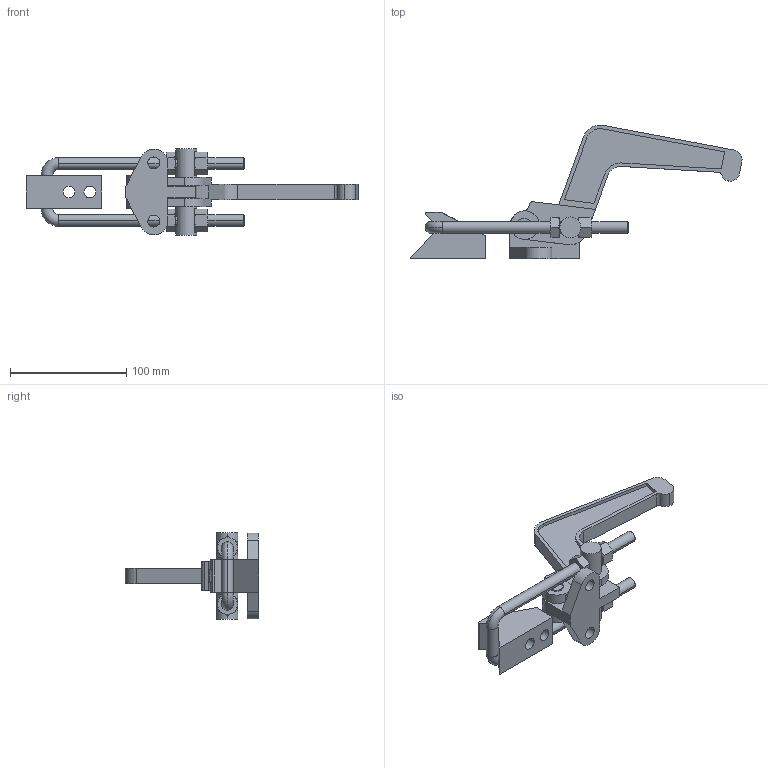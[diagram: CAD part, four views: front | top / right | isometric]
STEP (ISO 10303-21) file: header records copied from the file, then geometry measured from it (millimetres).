
FILE_DESCRIPTION( ( '' ), '1' );
FILE_NAME( 'K0081.1650_GESCHLOSSEN_5.stp', '2012-10-30T10:36:49', ( '' ), ( '' ), ' ', ' ', ' ' );
FILE_SCHEMA( ( 'CONFIG_CONTROL_DESIGN' ) );
Length unit declared in the file: millimetre
Products named in the file (4): 1; 2; 3; 4
Bounding box: 285.66 x 115 x 74 mm (x, y, z)
Volume: 189376.1 mm3; surface area: 66188.9 mm2
Topology: 4 solids, 4 shells, 227 faces, 569 edges, 358 vertices
Faces by surface type: plane 106, cylinder 65, cone 52, torus 4
Entity records: 7005 total; most frequent: CARTESIAN_POINT 1495, ORIENTED_EDGE 1138, DIRECTION 1137, EDGE_CURVE 569, AXIS2_PLACEMENT_3D 442, VERTEX_POINT 358, EDGE_LOOP 253, LINE 253
